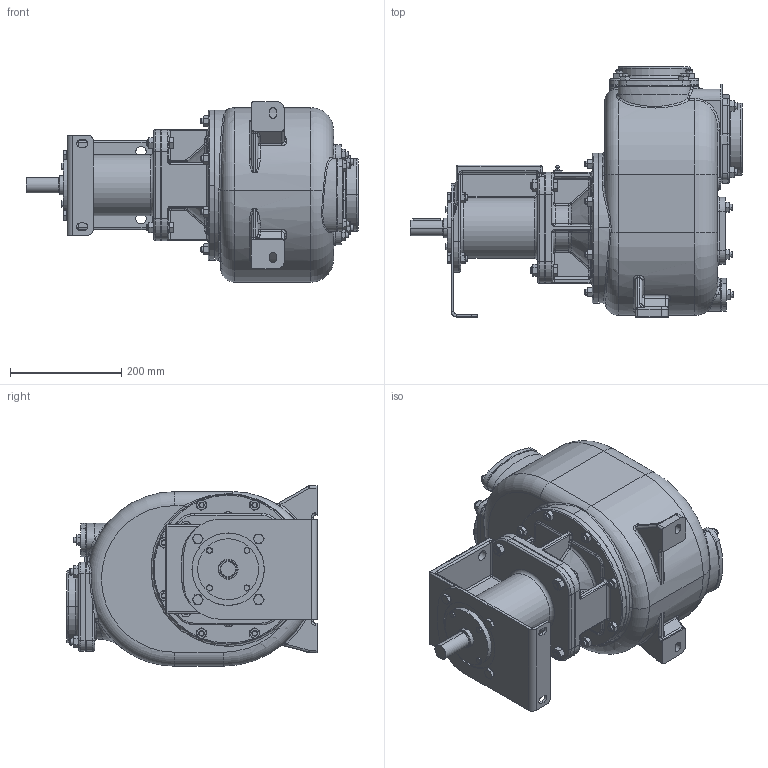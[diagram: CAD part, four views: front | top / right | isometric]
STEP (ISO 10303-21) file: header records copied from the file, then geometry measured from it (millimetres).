
FILE_DESCRIPTION((''),'2;1');
FILE_NAME('S_100_B_SW0001','2015-10-07T',('Nicola'),(''),'CREO PARAMETRIC BY PTC INC, 2015200','CREO PARAMETRIC BY PTC INC, 2015200','');
FILE_SCHEMA(('CONFIG_CONTROL_DESIGN'));
Products named in the file (1): S_100_B_SW0001
Bounding box: 597.5 x 450 x 324.5 mm (x, y, z)
Volume: 11015054.8 mm3; surface area: 2008062.7 mm2
Topology: 2 solids, 8 shells, 2659 faces, 6108 edges, 3560 vertices
Faces by surface type: plane 733, cylinder 671, cone 635, bspline 306, torus 223, sphere 79, extrusion 12
Entity records: 153930 total; most frequent: CARTESIAN_POINT 96802, ORIENTED_EDGE 12088, DIRECTION 11800, EDGE_CURVE 6044, AXIS2_PLACEMENT_3D 5032, VERTEX_POINT 3560, EDGE_LOOP 2868, CIRCLE 2681
